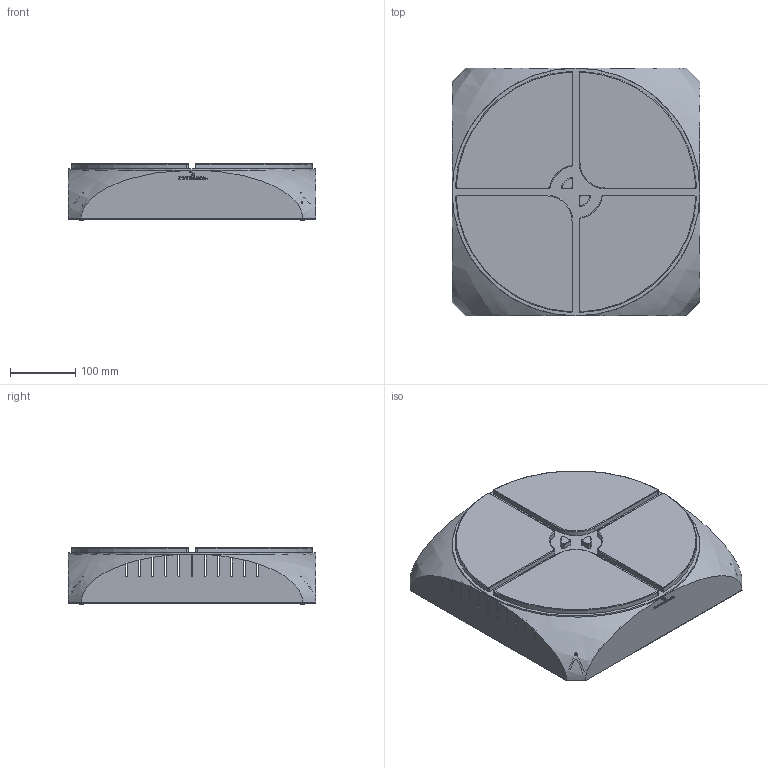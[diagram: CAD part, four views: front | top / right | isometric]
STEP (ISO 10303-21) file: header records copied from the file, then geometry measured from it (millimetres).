
FILE_DESCRIPTION(/* description */ (''),/* implementation_level */ '2;1');
FILE_NAME(/* name */ 'integral_dav_top_fill_170125.stp',/* time_stamp */ '2017-01-25T19:59:23+09:00',/* author */ (''),/* organization */ (''),/* preprocessor_version */ 'ST-DEVELOPER v16',/* originating_system */ 'SIEMENS PLM Software NX 10.0',/* authorisation */ '');
FILE_SCHEMA (('AP203_CONFIGURATION_CONTROLLED_3D_DESIGN_OF_MECHANICAL_PARTS_AND_ASSEMBLIES_MIM_LF { 1 0 10303 403 2 1 2}'));
Products named in the file (1): A06802E42bgxc
Bounding box: 380 x 380 x 87 mm (x, y, z)
Volume: 517885.6 mm3; surface area: 516799.7 mm2
Topology: 1 solids, 1 shells, 468 faces, 1289 edges, 839 vertices
Faces by surface type: plane 201, extrusion 116, cylinder 85, bspline 39, torus 27
Full cylindrical faces by diameter (mm): 2.712 x4, 3 x4, 6 x4, 376 x1, 380 x1
Entity records: 51721 total; most frequent: CARTESIAN_POINT 40613, ORIENTED_EDGE 2530, DIRECTION 1755, EDGE_CURVE 1265, VERTEX_POINT 829, VECTOR 709, LINE 593, B_SPLINE_CURVE_WITH_KNOTS 579
